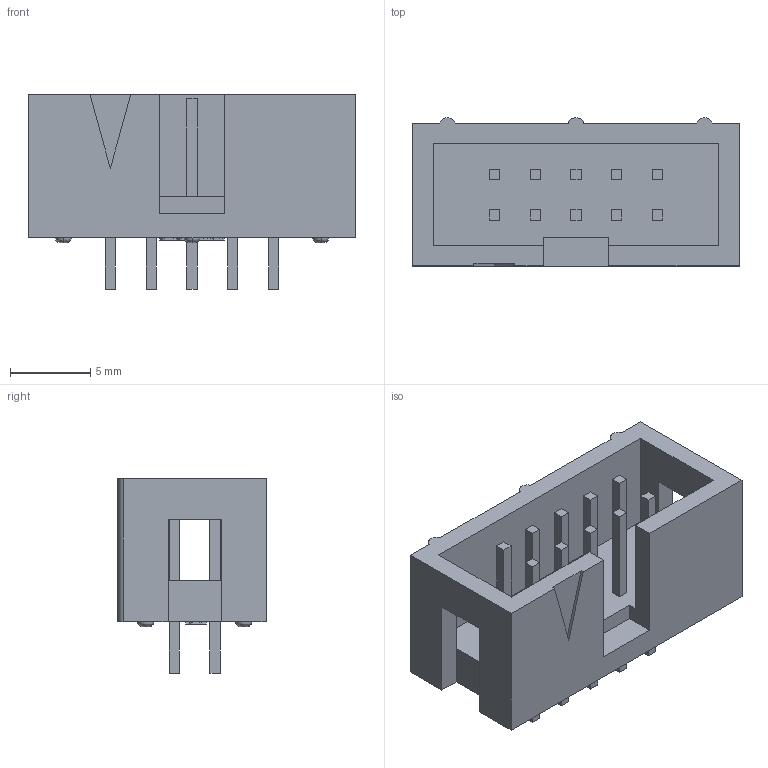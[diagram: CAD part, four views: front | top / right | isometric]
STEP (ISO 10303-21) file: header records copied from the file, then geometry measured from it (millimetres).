
FILE_DESCRIPTION (( 'STEP AP214' ), '1' );
FILE_NAME ('c-1761681-03-a-3d.STEP', '2015-05-28T17:00:36', ( '' ), ( '' ), 'SwSTEP 2.0', 'SolidWorks 2014', '' );
FILE_SCHEMA (( 'AUTOMOTIVE_DESIGN' ));
Length unit declared in the file: millimetre
Products named in the file (1): c-1761681-03-a-3d
Bounding box: 20.32 x 9.22 x 12.12 mm (x, y, z)
Volume: 821.5 mm3; surface area: 1381.9 mm2
Topology: 1 solids, 1 shells, 230 faces, 612 edges, 410 vertices
Faces by surface type: plane 187, cylinder 33, bspline 10
Entity records: 8951 total; most frequent: CARTESIAN_POINT 1726, ORIENTED_EDGE 1224, DIRECTION 1118, EDGE_CURVE 612, VECTOR 506, LINE 506, VERTEX_POINT 410, AXIS2_PLACEMENT_3D 306
